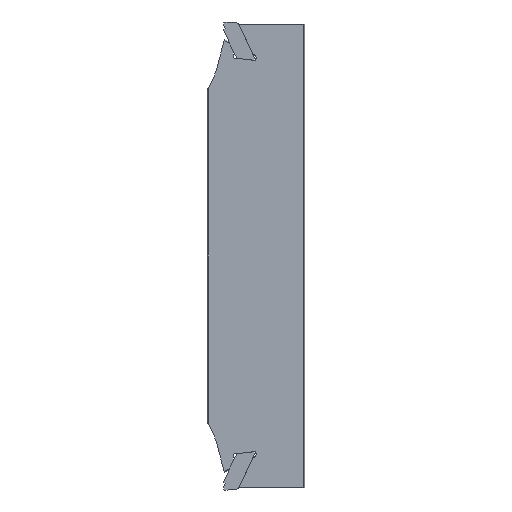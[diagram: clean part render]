
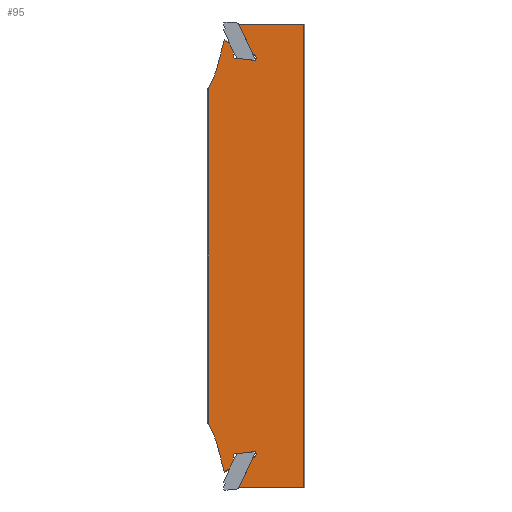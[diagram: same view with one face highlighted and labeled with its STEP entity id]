
A CAD part, left-side view. The second image highlights one B-rep face of the part: STEP entity #95.
In plain terms, the highlighted planar face has unit normal (-1, 0, 0).
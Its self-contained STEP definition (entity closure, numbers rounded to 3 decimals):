
#78=CIRCLE('',#1490,0.8);
#79=CIRCLE('',#1491,0.4);
#80=CIRCLE('',#1492,1.683);
#81=CIRCLE('',#1493,20.);
#82=CIRCLE('',#1494,20.);
#83=CIRCLE('',#1495,1.683);
#84=CIRCLE('',#1496,0.4);
#85=CIRCLE('',#1497,0.8);
#95=ADVANCED_FACE('',(#235),#171,.T.);
#171=PLANE('',#1498);
#235=FACE_OUTER_BOUND('',#311,.T.);
#311=EDGE_LOOP('',(#426,#427,#428,#429,#430,#431,#432,#433,#434,#435,#436,
#437,#438,#439,#440,#441,#442,#443,#444,#445,#446,#447,#448,#449,#450,#451));
#426=ORIENTED_EDGE('',*,*,#940,.T.);
#427=ORIENTED_EDGE('',*,*,#941,.T.);
#428=ORIENTED_EDGE('',*,*,#942,.T.);
#429=ORIENTED_EDGE('',*,*,#943,.T.);
#430=ORIENTED_EDGE('',*,*,#944,.T.);
#431=ORIENTED_EDGE('',*,*,#945,.T.);
#432=ORIENTED_EDGE('',*,*,#946,.T.);
#433=ORIENTED_EDGE('',*,*,#947,.T.);
#434=ORIENTED_EDGE('',*,*,#948,.T.);
#435=ORIENTED_EDGE('',*,*,#949,.T.);
#436=ORIENTED_EDGE('',*,*,#950,.T.);
#437=ORIENTED_EDGE('',*,*,#938,.F.);
#438=ORIENTED_EDGE('',*,*,#951,.T.);
#439=ORIENTED_EDGE('',*,*,#952,.T.);
#440=ORIENTED_EDGE('',*,*,#953,.T.);
#441=ORIENTED_EDGE('',*,*,#954,.T.);
#442=ORIENTED_EDGE('',*,*,#955,.T.);
#443=ORIENTED_EDGE('',*,*,#956,.T.);
#444=ORIENTED_EDGE('',*,*,#957,.T.);
#445=ORIENTED_EDGE('',*,*,#958,.T.);
#446=ORIENTED_EDGE('',*,*,#959,.T.);
#447=ORIENTED_EDGE('',*,*,#960,.T.);
#448=ORIENTED_EDGE('',*,*,#961,.F.);
#449=ORIENTED_EDGE('',*,*,#900,.T.);
#450=ORIENTED_EDGE('',*,*,#962,.T.);
#451=ORIENTED_EDGE('',*,*,#906,.F.);
#774=VERTEX_POINT('',#1961);
#775=VERTEX_POINT('',#1962);
#780=VERTEX_POINT('',#1973);
#781=VERTEX_POINT('',#1975);
#808=VERTEX_POINT('',#2036);
#809=VERTEX_POINT('',#2038);
#810=VERTEX_POINT('',#2042);
#811=VERTEX_POINT('',#2044);
#812=VERTEX_POINT('',#2046);
#813=VERTEX_POINT('',#2048);
#814=VERTEX_POINT('',#2050);
#815=VERTEX_POINT('',#2052);
#816=VERTEX_POINT('',#2054);
#817=VERTEX_POINT('',#2056);
#818=VERTEX_POINT('',#2058);
#819=VERTEX_POINT('',#2060);
#820=VERTEX_POINT('',#2063);
#821=VERTEX_POINT('',#2065);
#822=VERTEX_POINT('',#2067);
#823=VERTEX_POINT('',#2069);
#824=VERTEX_POINT('',#2071);
#825=VERTEX_POINT('',#2073);
#826=VERTEX_POINT('',#2075);
#827=VERTEX_POINT('',#2077);
#828=VERTEX_POINT('',#2079);
#829=VERTEX_POINT('',#2081);
#900=EDGE_CURVE('',#774,#775,#1096,.T.);
#906=EDGE_CURVE('',#780,#781,#1102,.T.);
#938=EDGE_CURVE('',#808,#809,#1123,.T.);
#940=EDGE_CURVE('',#780,#810,#1124,.T.);
#941=EDGE_CURVE('',#810,#811,#78,.T.);
#942=EDGE_CURVE('',#811,#812,#1125,.T.);
#943=EDGE_CURVE('',#812,#813,#1126,.T.);
#944=EDGE_CURVE('',#813,#814,#79,.T.);
#945=EDGE_CURVE('',#814,#815,#1127,.T.);
#946=EDGE_CURVE('',#815,#816,#1128,.T.);
#947=EDGE_CURVE('',#816,#817,#80,.T.);
#948=EDGE_CURVE('',#817,#818,#1129,.T.);
#949=EDGE_CURVE('',#818,#819,#1130,.T.);
#950=EDGE_CURVE('',#819,#809,#81,.T.);
#951=EDGE_CURVE('',#808,#820,#82,.T.);
#952=EDGE_CURVE('',#820,#821,#1131,.T.);
#953=EDGE_CURVE('',#821,#822,#1132,.T.);
#954=EDGE_CURVE('',#822,#823,#83,.T.);
#955=EDGE_CURVE('',#823,#824,#1133,.T.);
#956=EDGE_CURVE('',#824,#825,#1134,.T.);
#957=EDGE_CURVE('',#825,#826,#84,.T.);
#958=EDGE_CURVE('',#826,#827,#1135,.T.);
#959=EDGE_CURVE('',#827,#828,#1136,.T.);
#960=EDGE_CURVE('',#828,#829,#85,.T.);
#961=EDGE_CURVE('',#774,#829,#1137,.T.);
#962=EDGE_CURVE('',#775,#781,#1138,.T.);
#1096=LINE('',#1960,#1268);
#1102=LINE('',#1974,#1274);
#1123=LINE('',#2037,#1295);
#1124=LINE('',#2041,#1296);
#1125=LINE('',#2045,#1297);
#1126=LINE('',#2047,#1298);
#1127=LINE('',#2051,#1299);
#1128=LINE('',#2053,#1300);
#1129=LINE('',#2057,#1301);
#1130=LINE('',#2059,#1302);
#1131=LINE('',#2064,#1303);
#1132=LINE('',#2066,#1304);
#1133=LINE('',#2070,#1305);
#1134=LINE('',#2072,#1306);
#1135=LINE('',#2076,#1307);
#1136=LINE('',#2078,#1308);
#1137=LINE('',#2082,#1309);
#1138=LINE('',#2083,#1310);
#1268=VECTOR('',#1583,1.);
#1274=VECTOR('',#1591,1.);
#1295=VECTOR('',#1640,1.);
#1296=VECTOR('',#1645,1.);
#1297=VECTOR('',#1648,1.);
#1298=VECTOR('',#1649,1.);
#1299=VECTOR('',#1652,1.);
#1300=VECTOR('',#1653,1.);
#1301=VECTOR('',#1656,1.);
#1302=VECTOR('',#1657,1.);
#1303=VECTOR('',#1662,1.);
#1304=VECTOR('',#1663,1.);
#1305=VECTOR('',#1666,1.);
#1306=VECTOR('',#1667,1.);
#1307=VECTOR('',#1670,1.);
#1308=VECTOR('',#1671,1.);
#1309=VECTOR('',#1674,1.);
#1310=VECTOR('',#1675,1.);
#1490=AXIS2_PLACEMENT_3D('',#2043,#1646,#1647);
#1491=AXIS2_PLACEMENT_3D('',#2049,#1650,#1651);
#1492=AXIS2_PLACEMENT_3D('',#2055,#1654,#1655);
#1493=AXIS2_PLACEMENT_3D('',#2061,#1658,#1659);
#1494=AXIS2_PLACEMENT_3D('',#2062,#1660,#1661);
#1495=AXIS2_PLACEMENT_3D('',#2068,#1664,#1665);
#1496=AXIS2_PLACEMENT_3D('',#2074,#1668,#1669);
#1497=AXIS2_PLACEMENT_3D('',#2080,#1672,#1673);
#1498=AXIS2_PLACEMENT_3D('',#2084,#1676,#1677);
#1583=DIRECTION('',(0.,-1.,0.));
#1591=DIRECTION('',(0.,-1.,0.));
#1640=DIRECTION('',(0.,0.,1.));
#1645=DIRECTION('',(0.,-0.423,-0.906));
#1646=DIRECTION('',(1.,0.,0.));
#1647=DIRECTION('',(0.,1.,0.));
#1648=DIRECTION('',(0.,0.995,0.105));
#1649=DIRECTION('',(0.,0.,1.));
#1650=DIRECTION('',(1.,0.,0.));
#1651=DIRECTION('',(0.,1.,0.));
#1652=DIRECTION('',(0.,-0.407,0.914));
#1653=DIRECTION('',(0.,0.407,0.914));
#1654=DIRECTION('',(-1.,0.,0.));
#1655=DIRECTION('',(0.,1.,0.));
#1656=DIRECTION('',(0.,0.934,0.358));
#1657=DIRECTION('',(0.,0.259,-0.966));
#1658=DIRECTION('',(1.,0.,0.));
#1659=DIRECTION('',(0.,1.,0.));
#1660=DIRECTION('',(1.,0.,0.));
#1661=DIRECTION('',(0.,1.,0.));
#1662=DIRECTION('',(0.,-0.259,-0.966));
#1663=DIRECTION('',(0.,-0.934,0.358));
#1664=DIRECTION('',(-1.,0.,0.));
#1665=DIRECTION('',(0.,1.,0.));
#1666=DIRECTION('',(0.,-0.407,0.914));
#1667=DIRECTION('',(0.,0.407,0.914));
#1668=DIRECTION('',(1.,0.,0.));
#1669=DIRECTION('',(0.,1.,0.));
#1670=DIRECTION('',(0.,0.,1.));
#1671=DIRECTION('',(0.,-0.995,0.105));
#1672=DIRECTION('',(1.,0.,0.));
#1673=DIRECTION('',(0.,1.,0.));
#1674=DIRECTION('',(0.,-0.423,0.906));
#1675=DIRECTION('',(0.,0.,1.));
#1676=DIRECTION('',(-1.,0.,0.));
#1677=DIRECTION('',(0.,-1.,0.));
#1960=CARTESIAN_POINT('',(-2.4,25.26,-60.));
#1961=CARTESIAN_POINT('',(-2.4,17.353,-60.));
#1962=CARTESIAN_POINT('',(-2.4,0.643,-60.));
#1973=CARTESIAN_POINT('',(-2.4,17.353,60.));
#1974=CARTESIAN_POINT('',(-2.4,25.26,60.));
#1975=CARTESIAN_POINT('',(-2.4,0.643,60.));
#2036=CARTESIAN_POINT('',(-2.4,25.26,-43.563));
#2037=CARTESIAN_POINT('',(-2.4,25.26,-60.));
#2038=CARTESIAN_POINT('',(-2.4,25.26,43.563));
#2041=CARTESIAN_POINT('',(-2.4,-27.197,-35.539));
#2042=CARTESIAN_POINT('',(-2.4,13.708,52.183));
#2043=CARTESIAN_POINT('',(-2.4,13.71,51.383));
#2044=CARTESIAN_POINT('',(-2.4,14.299,50.842));
#2045=CARTESIAN_POINT('',(-2.4,13.618,50.77));
#2046=CARTESIAN_POINT('',(-2.4,18.897,51.325));
#2047=CARTESIAN_POINT('',(-2.4,18.897,-60.));
#2048=CARTESIAN_POINT('',(-2.4,18.897,52.158));
#2049=CARTESIAN_POINT('',(-2.4,18.497,52.158));
#2050=CARTESIAN_POINT('',(-2.4,18.862,52.321));
#2051=CARTESIAN_POINT('',(-2.4,61.656,-43.796));
#2052=CARTESIAN_POINT('',(-2.4,18.601,52.907));
#2053=CARTESIAN_POINT('',(-2.4,-22.25,-38.847));
#2054=CARTESIAN_POINT('',(-2.4,19.33,54.544));
#2055=CARTESIAN_POINT('',(-2.4,20.867,53.86));
#2056=CARTESIAN_POINT('',(-2.4,20.264,55.431));
#2057=CARTESIAN_POINT('',(-2.4,-14.001,42.278));
#2058=CARTESIAN_POINT('',(-2.4,21.202,55.791));
#2059=CARTESIAN_POINT('',(-2.4,50.422,-53.258));
#2060=CARTESIAN_POINT('',(-2.4,23.123,48.624));
#2061=CARTESIAN_POINT('',(-2.4,42.441,53.8));
#2062=CARTESIAN_POINT('',(-2.4,42.441,-53.8));
#2063=CARTESIAN_POINT('',(-2.4,23.123,-48.624));
#2064=CARTESIAN_POINT('',(-2.4,20.422,-58.704));
#2065=CARTESIAN_POINT('',(-2.4,21.202,-55.791));
#2066=CARTESIAN_POINT('',(-2.4,26.147,-57.689));
#2067=CARTESIAN_POINT('',(-2.4,20.264,-55.431));
#2068=CARTESIAN_POINT('',(-2.4,20.867,-53.86));
#2069=CARTESIAN_POINT('',(-2.4,19.33,-54.544));
#2070=CARTESIAN_POINT('',(-2.4,22.338,-61.301));
#2071=CARTESIAN_POINT('',(-2.4,18.601,-52.907));
#2072=CARTESIAN_POINT('',(-2.4,17.067,-56.352));
#2073=CARTESIAN_POINT('',(-2.4,18.862,-52.321));
#2074=CARTESIAN_POINT('',(-2.4,18.497,-52.158));
#2075=CARTESIAN_POINT('',(-2.4,18.897,-52.158));
#2076=CARTESIAN_POINT('',(-2.4,18.897,-60.));
#2077=CARTESIAN_POINT('',(-2.4,18.897,-51.325));
#2078=CARTESIAN_POINT('',(-2.4,15.568,-50.975));
#2079=CARTESIAN_POINT('',(-2.4,14.299,-50.842));
#2080=CARTESIAN_POINT('',(-2.4,13.71,-51.383));
#2081=CARTESIAN_POINT('',(-2.4,13.708,-52.183));
#2082=CARTESIAN_POINT('',(-2.4,17.504,-60.323));
#2083=CARTESIAN_POINT('',(-2.4,0.643,-60.));
#2084=CARTESIAN_POINT('',(-2.4,25.26,-60.));
